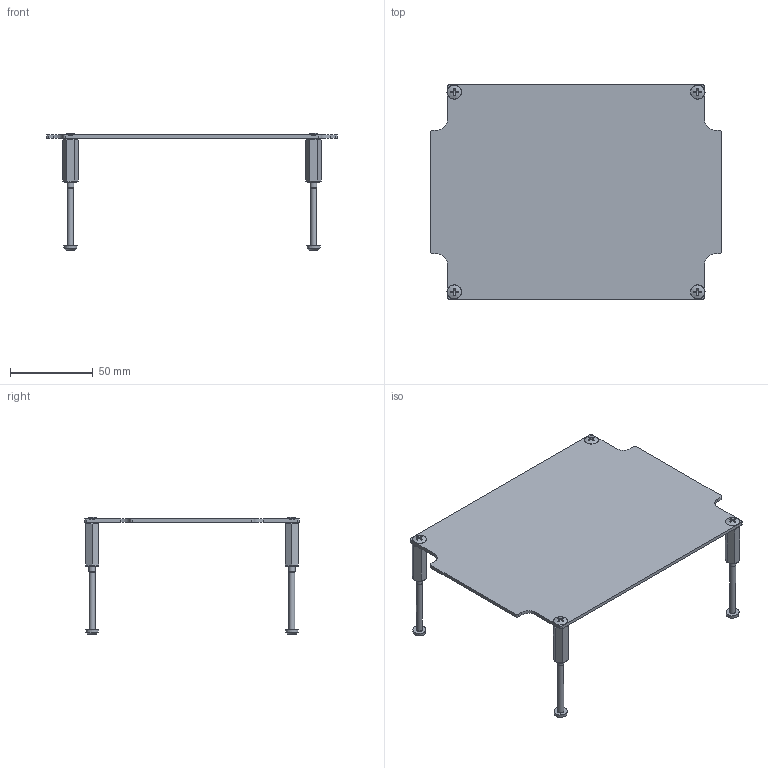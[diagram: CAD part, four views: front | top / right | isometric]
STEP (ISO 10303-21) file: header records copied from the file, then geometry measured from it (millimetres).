
FILE_DESCRIPTION((''),'2;1');
FILE_NAME('39110000_FA 2000 I.stp','2010-07-01T10:42:53',('hransiek'),(''),'Autodesk Inventor 2011','Autodesk Inventor 2011','');
FILE_SCHEMA(('AUTOMOTIVE_DESIGN { 1 0 10303 214 1 1 1 1 }'));
Length unit declared in the file: millimetre
Products named in the file (5): 39110000_FA 2000 I; PART1; DIN EN ISO 7047 (H) M4x10 - 4.8 - H; DIN 7985 (H) M4x40-H; DIK-M4x25 _SW8
Assembly tree (13 placements, depth 2):
  39110000_FA 2000 I
    PART1
    DIN EN ISO 7047 (H) M4x10 - 4.8 - H  x4
    DIN 7985 (H) M4x40-H  x4
    DIK-M4x25 _SW8  x4
Bounding box: 176 x 129.8 x 71.15 mm (x, y, z)
Volume: 51562.5 mm3; surface area: 52788.4 mm2
Topology: 13 solids, 13 shells, 322 faces, 792 edges, 500 vertices
Faces by surface type: plane 178, cone 88, cylinder 40, sphere 8, torus 8
Full cylindrical faces by diameter (mm): 3.242 x8, 3.3 x4, 3.65 x4, 4 x8, 8.4 x4
Entity records: 3158 total; most frequent: CARTESIAN_POINT 585, DIRECTION 538, ORIENTED_EDGE 462, EDGE_CURVE 231, AXIS2_PLACEMENT_3D 218, VERTEX_POINT 161, EDGE_LOOP 136, FACE_OUTER_BOUND 103
